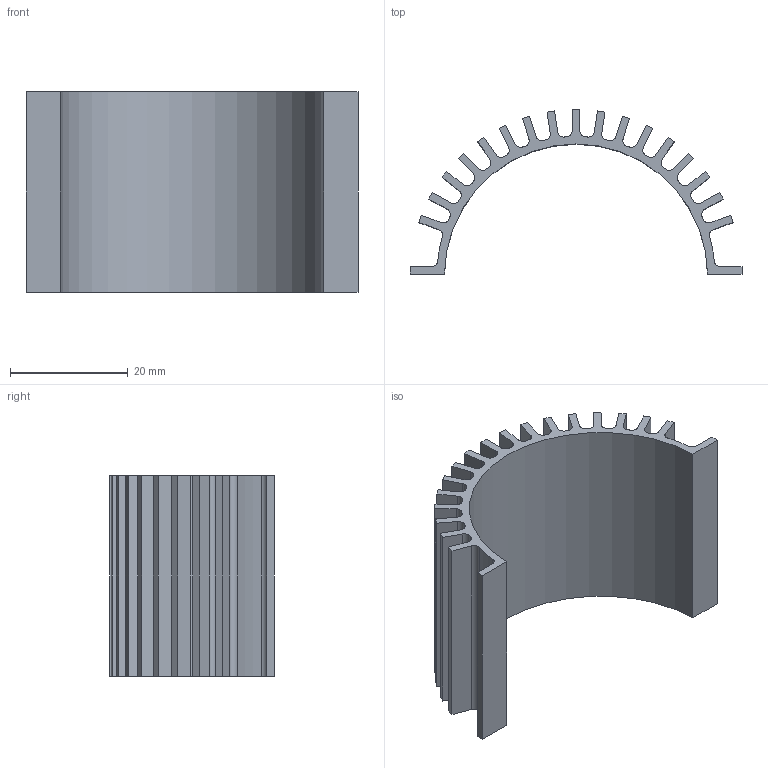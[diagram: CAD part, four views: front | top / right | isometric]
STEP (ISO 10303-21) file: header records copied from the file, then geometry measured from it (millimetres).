
FILE_DESCRIPTION(/* description */ (''),/* implementation_level */ '2;1');
FILE_NAME(/* name */ 'NextGenRobots_MINIcooler.stp',/* time_stamp */ '2018-10-29T11:17:27-04:00',/* author */ ('ADMIN'),/* organization */ (''),/* preprocessor_version */ 'ST-DEVELOPER v16.13',/* originating_system */ 'Autodesk Inventor 2018',/* authorisation */ '');
FILE_SCHEMA (('AUTOMOTIVE_DESIGN { 1 0 10303 214 3 1 1 }'));
Length unit declared in the file: inch
Products named in the file (1): 775cooler_22
Bounding box: 56.39 x 27.94 x 34.04 mm (x, y, z)
Volume: 7096.4 mm3; surface area: 10835.1 mm2
Topology: 1 solids, 1 shells, 114 faces, 336 edges, 224 vertices
Faces by surface type: plane 59, cylinder 55
Entity records: 3871 total; most frequent: DIRECTION 676, CARTESIAN_POINT 675, ORIENTED_EDGE 672, EDGE_CURVE 336, LINE 226, VECTOR 226, AXIS2_PLACEMENT_3D 225, VERTEX_POINT 224
